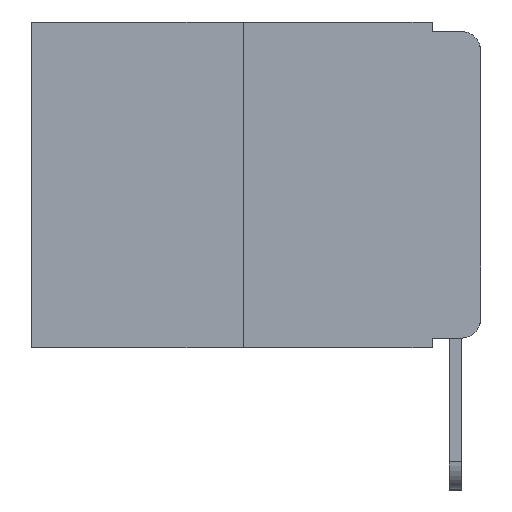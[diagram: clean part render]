
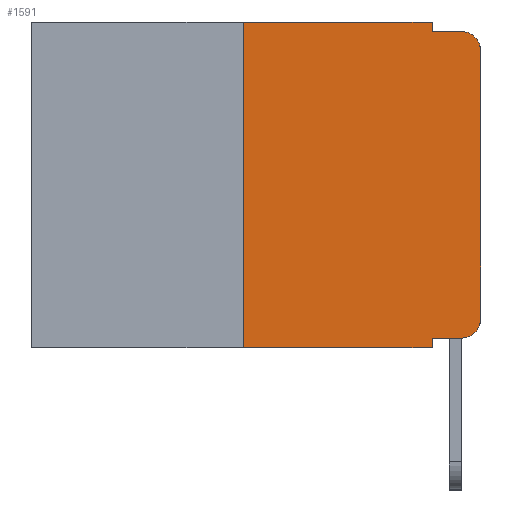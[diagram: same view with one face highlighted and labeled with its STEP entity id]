
A CAD part, left-side view. The second image highlights one B-rep face of the part: STEP entity #1591.
In plain terms, the highlighted planar face has unit normal (-1, 0, 0).
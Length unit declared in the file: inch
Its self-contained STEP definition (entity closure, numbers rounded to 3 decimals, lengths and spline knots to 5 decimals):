
#107 = EDGE_CURVE ( 'NONE', #8008, #16429, #1731, .T. ) ;
#451 = VERTEX_POINT ( 'NONE', #4865 ) ;
#571 = VERTEX_POINT ( 'NONE', #5207 ) ;
#1591 = ADVANCED_FACE ( 'NONE', ( #5966 ), #10868, .F. ) ;
#1620 = VERTEX_POINT ( 'NONE', #21061 ) ;
#1692 = LINE ( 'NONE', #22889, #8125 ) ;
#1731 = CIRCLE ( 'NONE', #8094, 0.02 ) ;
#2635 = VECTOR ( 'NONE', #21970, 39.37008 ) ;
#2733 = VECTOR ( 'NONE', #15046, 39.37008 ) ;
#3441 = DIRECTION ( 'NONE',  ( 0., 0., -1. ) ) ;
#3601 = CARTESIAN_POINT ( 'NONE',  ( 0., 0.473, 0. ) ) ;
#3986 = VERTEX_POINT ( 'NONE', #14933 ) ;
#4140 = EDGE_CURVE ( 'NONE', #20620, #10842, #8037, .T. ) ;
#4396 = EDGE_CURVE ( 'NONE', #10842, #8008, #24416, .T. ) ;
#4504 = CARTESIAN_POINT ( 'NONE',  ( 0., 0., 0. ) ) ;
#4751 = CARTESIAN_POINT ( 'NONE',  ( 0., 0.473, -0.343 ) ) ;
#4865 = CARTESIAN_POINT ( 'NONE',  ( 0., 0.25, 0. ) ) ;
#5207 = CARTESIAN_POINT ( 'NONE',  ( 0., 0.25, -0.343 ) ) ;
#5610 = CARTESIAN_POINT ( 'NONE',  ( 0., 0.02, -0.03 ) ) ;
#5755 = LINE ( 'NONE', #25179, #17899 ) ;
#5966 = FACE_OUTER_BOUND ( 'NONE', #22286, .T. ) ;
#6313 = EDGE_CURVE ( 'NONE', #3986, #19040, #5755, .T. ) ;
#6376 = ORIENTED_EDGE ( 'NONE', *, *, #22543, .F. ) ;
#6777 = EDGE_CURVE ( 'NONE', #571, #21211, #22756, .T. ) ;
#7084 = EDGE_CURVE ( 'NONE', #571, #451, #1692, .T. ) ;
#7754 = VECTOR ( 'NONE', #20543, 39.37008 ) ;
#7829 = CARTESIAN_POINT ( 'NONE',  ( 0., 0.051, -0.343 ) ) ;
#8008 = VERTEX_POINT ( 'NONE', #20624 ) ;
#8037 = CIRCLE ( 'NONE', #22658, 0.02 ) ;
#8094 = AXIS2_PLACEMENT_3D ( 'NONE', #5610, #15116, #3441 ) ;
#8125 = VECTOR ( 'NONE', #17578, 39.37008 ) ;
#8176 = VECTOR ( 'NONE', #11056, 39.37008 ) ;
#8720 = DIRECTION ( 'NONE',  ( 0., 0., 1. ) ) ;
#8968 = CARTESIAN_POINT ( 'NONE',  ( 0., 0.051, 0. ) ) ;
#9134 = EDGE_CURVE ( 'NONE', #451, #3986, #22168, .T. ) ;
#9661 = CARTESIAN_POINT ( 'NONE',  ( 0., 0.02, -0.313 ) ) ;
#9781 = LINE ( 'NONE', #24746, #2733 ) ;
#9949 = ORIENTED_EDGE ( 'NONE', *, *, #13842, .F. ) ;
#10261 = ORIENTED_EDGE ( 'NONE', *, *, #13377, .T. ) ;
#10416 = ORIENTED_EDGE ( 'NONE', *, *, #4140, .T. ) ;
#10842 = VERTEX_POINT ( 'NONE', #24252 ) ;
#10868 = PLANE ( 'NONE',  #19173 ) ;
#11047 = VECTOR ( 'NONE', #8720, 39.37008 ) ;
#11056 = DIRECTION ( 'NONE',  ( 0., -1., 0. ) ) ;
#11137 = CARTESIAN_POINT ( 'NONE',  ( 0., 0.473, 0. ) ) ;
#13171 = VECTOR ( 'NONE', #16756, 39.37008 ) ;
#13377 = EDGE_CURVE ( 'NONE', #1620, #20620, #23268, .T. ) ;
#13414 = ORIENTED_EDGE ( 'NONE', *, *, #7084, .F. ) ;
#13842 = EDGE_CURVE ( 'NONE', #1620, #21211, #17118, .T. ) ;
#14933 = CARTESIAN_POINT ( 'NONE',  ( 0., 0.051, 0. ) ) ;
#15046 = DIRECTION ( 'NONE',  ( 0., -1., 0. ) ) ;
#15103 = DIRECTION ( 'NONE',  ( 1., 0., 0. ) ) ;
#15116 = DIRECTION ( 'NONE',  ( -1., 0., 0. ) ) ;
#16089 = ORIENTED_EDGE ( 'NONE', *, *, #6313, .F. ) ;
#16228 = CARTESIAN_POINT ( 'NONE',  ( 0., 0.051, -0.01 ) ) ;
#16429 = VERTEX_POINT ( 'NONE', #21022 ) ;
#16756 = DIRECTION ( 'NONE',  ( 0., 0., -1. ) ) ;
#17118 = LINE ( 'NONE', #8968, #13171 ) ;
#17399 = ORIENTED_EDGE ( 'NONE', *, *, #6777, .T. ) ;
#17578 = DIRECTION ( 'NONE',  ( 0., 0., 1. ) ) ;
#17899 = VECTOR ( 'NONE', #22992, 39.37008 ) ;
#19040 = VERTEX_POINT ( 'NONE', #16228 ) ;
#19072 = ORIENTED_EDGE ( 'NONE', *, *, #107, .T. ) ;
#19173 = AXIS2_PLACEMENT_3D ( 'NONE', #3601, #15103, #24730 ) ;
#19423 = DIRECTION ( 'NONE',  ( -1., 0., 0. ) ) ;
#19976 = CARTESIAN_POINT ( 'NONE',  ( 0., 0.02, -0.333 ) ) ;
#20357 = ORIENTED_EDGE ( 'NONE', *, *, #9134, .F. ) ;
#20465 = CARTESIAN_POINT ( 'NONE',  ( 0., 0.051, -0.333 ) ) ;
#20543 = DIRECTION ( 'NONE',  ( 0., -1., 0. ) ) ;
#20620 = VERTEX_POINT ( 'NONE', #19976 ) ;
#20624 = CARTESIAN_POINT ( 'NONE',  ( 0., 0., -0.03 ) ) ;
#20698 = ORIENTED_EDGE ( 'NONE', *, *, #4396, .T. ) ;
#21022 = CARTESIAN_POINT ( 'NONE',  ( 0., 0.02, -0.01 ) ) ;
#21061 = CARTESIAN_POINT ( 'NONE',  ( 0., 0.051, -0.333 ) ) ;
#21211 = VERTEX_POINT ( 'NONE', #7829 ) ;
#21970 = DIRECTION ( 'NONE',  ( 0., -1., 0. ) ) ;
#22168 = LINE ( 'NONE', #11137, #8176 ) ;
#22286 = EDGE_LOOP ( 'NONE', ( #20698, #19072, #6376, #16089, #20357, #13414, #17399, #9949, #10261, #10416 ) ) ;
#22543 = EDGE_CURVE ( 'NONE', #19040, #16429, #9781, .T. ) ;
#22658 = AXIS2_PLACEMENT_3D ( 'NONE', #9661, #19423, #23279 ) ;
#22756 = LINE ( 'NONE', #4751, #2635 ) ;
#22889 = CARTESIAN_POINT ( 'NONE',  ( 0., 0.25, 0. ) ) ;
#22992 = DIRECTION ( 'NONE',  ( 0., 0., -1. ) ) ;
#23268 = LINE ( 'NONE', #20465, #7754 ) ;
#23279 = DIRECTION ( 'NONE',  ( 0., 0., -1. ) ) ;
#24252 = CARTESIAN_POINT ( 'NONE',  ( 0., 0., -0.313 ) ) ;
#24416 = LINE ( 'NONE', #4504, #11047 ) ;
#24730 = DIRECTION ( 'NONE',  ( 0., 0., -1. ) ) ;
#24746 = CARTESIAN_POINT ( 'NONE',  ( 0., 0.051, -0.01 ) ) ;
#25179 = CARTESIAN_POINT ( 'NONE',  ( 0., 0.051, 0. ) ) ;
